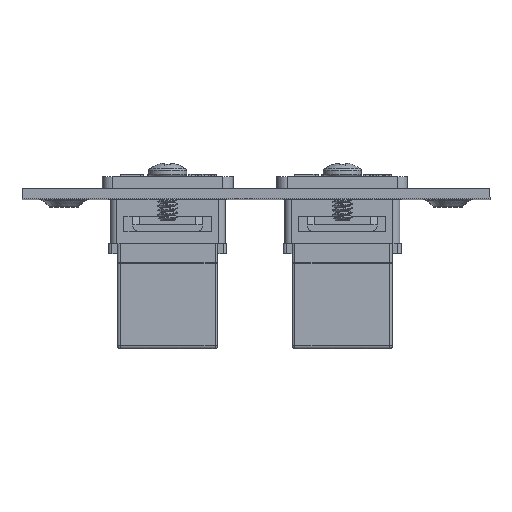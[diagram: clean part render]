
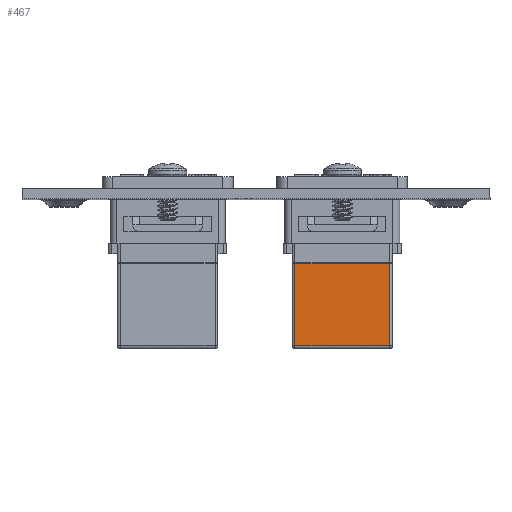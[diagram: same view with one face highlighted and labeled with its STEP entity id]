
A CAD part, top view. The second image highlights one B-rep face of the part: STEP entity #467.
In plain terms, the highlighted face is planar.
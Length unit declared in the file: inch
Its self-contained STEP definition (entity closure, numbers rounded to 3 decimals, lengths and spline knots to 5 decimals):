
#418 = CARTESIAN_POINT ( 'NONE',  ( -0.27165, -0.31693, -0.00394 ) ) ;
#419 = DIRECTION ( 'NONE',  ( -1., 0., 0. ) ) ;
#467 = ADVANCED_FACE ( 'NONE', ( #18733 ), #26327, .F. ) ;
#1151 = CARTESIAN_POINT ( 'NONE',  ( 0.27165, -0.31693, -0.00394 ) ) ;
#2769 = LINE ( 'NONE', #1151, #13610 ) ;
#3222 = DIRECTION ( 'NONE',  ( 0., 0., -1. ) ) ;
#3794 = CARTESIAN_POINT ( 'NONE',  ( 0.27165, -0.31693, -0.47638 ) ) ;
#4512 = EDGE_CURVE ( 'NONE', #23225, #25694, #14845, .T. ) ;
#4588 = EDGE_LOOP ( 'NONE', ( #8016, #24327, #8299, #26275 ) ) ;
#7511 = EDGE_CURVE ( 'NONE', #23225, #26508, #2769, .T. ) ;
#7943 = DIRECTION ( 'NONE',  ( 1., 0., 0. ) ) ;
#8016 = ORIENTED_EDGE ( 'NONE', *, *, #7511, .F. ) ;
#8163 = DIRECTION ( 'NONE',  ( 0., 0., 1. ) ) ;
#8299 = ORIENTED_EDGE ( 'NONE', *, *, #26266, .T. ) ;
#9451 = VERTEX_POINT ( 'NONE', #3794 ) ;
#9881 = DIRECTION ( 'NONE',  ( 1., 0., 0. ) ) ;
#10038 = CARTESIAN_POINT ( 'NONE',  ( 0.2874, -0.31693, -0.47638 ) ) ;
#10161 = CARTESIAN_POINT ( 'NONE',  ( -0.27165, -0.31693, -0.47638 ) ) ;
#10781 = AXIS2_PLACEMENT_3D ( 'NONE', #11217, #13401, #419 ) ;
#11217 = CARTESIAN_POINT ( 'NONE',  ( 0.2874, -0.31693, 0.49213 ) ) ;
#12518 = CARTESIAN_POINT ( 'NONE',  ( 0.27165, -0.31693, 0.49213 ) ) ;
#13401 = DIRECTION ( 'NONE',  ( 0., 1., 0. ) ) ;
#13610 = VECTOR ( 'NONE', #9881, 39.37008 ) ;
#14845 = LINE ( 'NONE', #18368, #20613 ) ;
#15204 = CARTESIAN_POINT ( 'NONE',  ( 0.27165, -0.31693, -0.00394 ) ) ;
#18368 = CARTESIAN_POINT ( 'NONE',  ( -0.27165, -0.31693, 0.49213 ) ) ;
#18420 = LINE ( 'NONE', #12518, #23494 ) ;
#18733 = FACE_OUTER_BOUND ( 'NONE', #4588, .T. ) ;
#19274 = EDGE_CURVE ( 'NONE', #9451, #26508, #18420, .T. ) ;
#20613 = VECTOR ( 'NONE', #3222, 39.37008 ) ;
#21369 = LINE ( 'NONE', #10038, #26400 ) ;
#23225 = VERTEX_POINT ( 'NONE', #418 ) ;
#23494 = VECTOR ( 'NONE', #8163, 39.37008 ) ;
#24327 = ORIENTED_EDGE ( 'NONE', *, *, #4512, .T. ) ;
#25694 = VERTEX_POINT ( 'NONE', #10161 ) ;
#26266 = EDGE_CURVE ( 'NONE', #25694, #9451, #21369, .T. ) ;
#26275 = ORIENTED_EDGE ( 'NONE', *, *, #19274, .T. ) ;
#26327 = PLANE ( 'NONE',  #10781 ) ;
#26400 = VECTOR ( 'NONE', #7943, 39.37008 ) ;
#26508 = VERTEX_POINT ( 'NONE', #15204 ) ;
